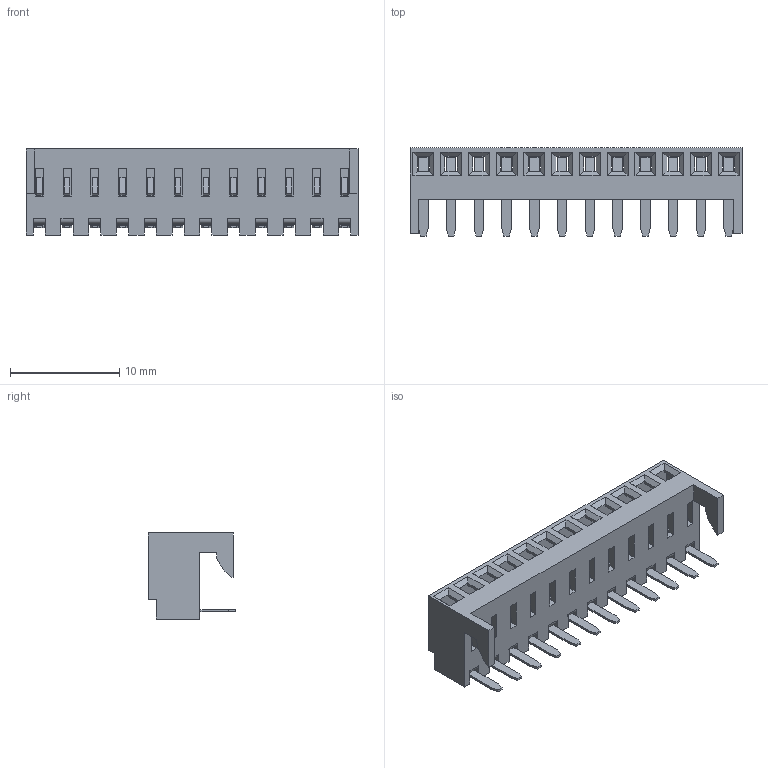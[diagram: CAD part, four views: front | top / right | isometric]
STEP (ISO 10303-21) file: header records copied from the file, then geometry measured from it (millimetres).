
FILE_DESCRIPTION((''),'2;1');
FILE_NAME('038001342','2014-10-13T',('me'),(''),'PRO/ENGINEER BY PARAMETRIC TECHNOLOGY CORPORATION, 2011490','PRO/ENGINEER BY PARAMETRIC TECHNOLOGY CORPORATION, 2011490','');
FILE_SCHEMA(('CONFIG_CONTROL_DESIGN'));
Length unit declared in the file: inch
Products named in the file (1): 038001342
Bounding box: 30.38 x 8.05 x 7.87 mm (x, y, z)
Volume: 455.6 mm3; surface area: 1703.3 mm2
Topology: 1 solids, 1 shells, 566 faces, 1606 edges, 1054 vertices
Faces by surface type: plane 454, cylinder 112
Entity records: 18199 total; most frequent: CARTESIAN_POINT 3204, ORIENTED_EDGE 3164, DIRECTION 2990, EDGE_CURVE 1582, VECTOR 1358, LINE 1358, VERTEX_POINT 1030, AXIS2_PLACEMENT_3D 816
